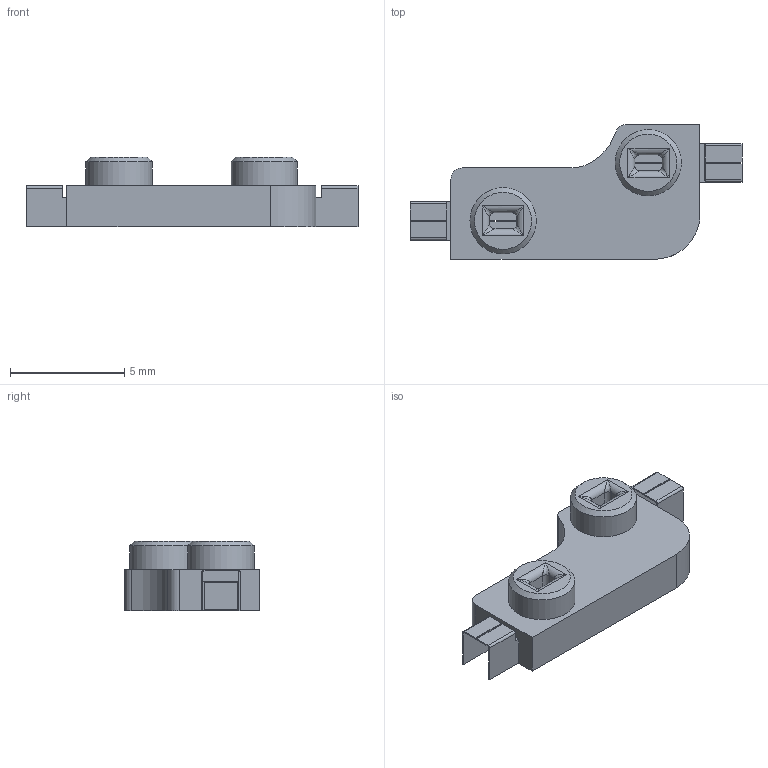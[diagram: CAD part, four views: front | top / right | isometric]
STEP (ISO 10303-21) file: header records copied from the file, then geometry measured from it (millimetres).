
FILE_DESCRIPTION(/* description */ (''),/* implementation_level */ '2;1');
FILE_NAME(/* name */ 'Kailh-CherryMX-Socket.step',/* time_stamp */ '2022-10-10T02:04:46-05:00',/* author */ (''),/* organization */ (''),/* preprocessor_version */ 'ST-DEVELOPER v19',/* originating_system */ 'Autodesk Translation Framework v11.7.0.108',/* authorisation */ '');
FILE_SCHEMA (('AUTOMOTIVE_DESIGN { 1 0 10303 214 3 1 1 }'));
Length unit declared in the file: millimetre
Products named in the file (1): Kailh-CherryMX-Socket
Bounding box: 14.53 x 5.89 x 3.05 mm (x, y, z)
Volume: 91.7 mm3; surface area: 311.9 mm2
Topology: 3 solids, 3 shells, 153 faces, 423 edges, 270 vertices
Faces by surface type: plane 101, cylinder 41, bspline 9, cone 2
Full cylindrical faces by diameter (mm): 2.9 x2
Entity records: 5064 total; most frequent: CARTESIAN_POINT 1088, ORIENTED_EDGE 830, DIRECTION 799, EDGE_CURVE 415, LINE 317, VECTOR 317, VERTEX_POINT 270, AXIS2_PLACEMENT_3D 241
